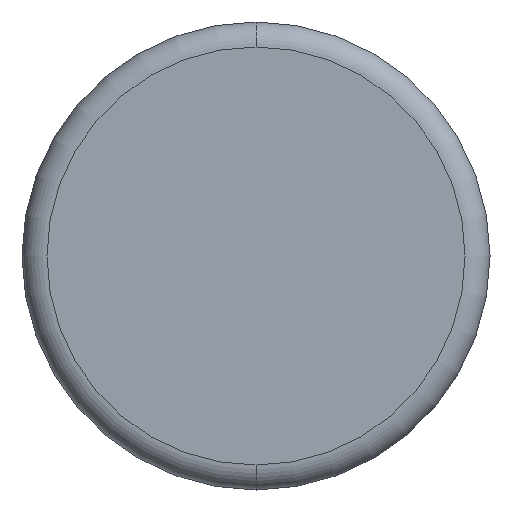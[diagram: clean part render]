
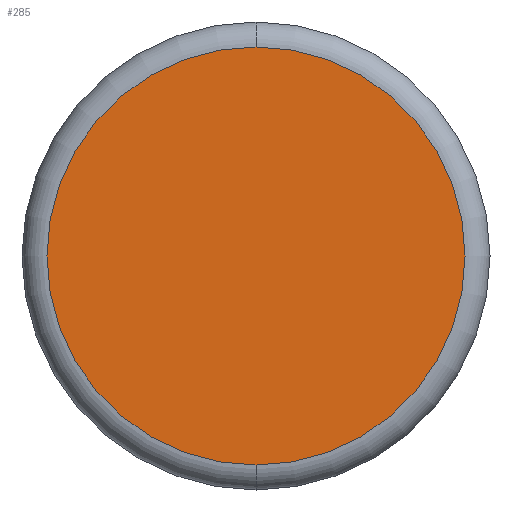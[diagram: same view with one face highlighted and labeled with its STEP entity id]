
A CAD part, front view. The second image highlights one B-rep face of the part: STEP entity #285.
In plain terms, the highlighted planar face has unit normal (0, -1, 0).
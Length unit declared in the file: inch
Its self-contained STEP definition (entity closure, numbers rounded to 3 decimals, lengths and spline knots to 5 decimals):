
#13 = CARTESIAN_POINT ( 'NONE',  ( 0., 0., 0. ) ) ;
#15 = CIRCLE ( 'NONE', #295, 0.1675 ) ;
#17 = AXIS2_PLACEMENT_3D ( 'NONE', #326, #129, #71 ) ;
#26 = ORIENTED_EDGE ( 'NONE', *, *, #184, .T. ) ;
#30 = EDGE_LOOP ( 'NONE', ( #392, #26 ) ) ;
#71 = DIRECTION ( 'NONE',  ( 0., 0., -1. ) ) ;
#73 = DIRECTION ( 'NONE',  ( 0., 0., -1. ) ) ;
#74 = VERTEX_POINT ( 'NONE', #335 ) ;
#111 = PLANE ( 'NONE',  #17 ) ;
#129 = DIRECTION ( 'NONE',  ( 0., -1., 0. ) ) ;
#147 = EDGE_CURVE ( 'NONE', #74, #166, #15, .T. ) ;
#166 = VERTEX_POINT ( 'NONE', #222 ) ;
#184 = EDGE_CURVE ( 'NONE', #166, #74, #381, .T. ) ;
#222 = CARTESIAN_POINT ( 'NONE',  ( 0., 0., 0.1675 ) ) ;
#232 = DIRECTION ( 'NONE',  ( 0., 0., -1. ) ) ;
#275 = CARTESIAN_POINT ( 'NONE',  ( 0., 0., 0. ) ) ;
#285 = ADVANCED_FACE ( 'NONE', ( #351 ), #111, .T. ) ;
#295 = AXIS2_PLACEMENT_3D ( 'NONE', #275, #312, #73 ) ;
#312 = DIRECTION ( 'NONE',  ( 0., -1., 0. ) ) ;
#326 = CARTESIAN_POINT ( 'NONE',  ( 0., 0., 0. ) ) ;
#335 = CARTESIAN_POINT ( 'NONE',  ( 0., 0., -0.1675 ) ) ;
#343 = AXIS2_PLACEMENT_3D ( 'NONE', #13, #379, #232 ) ;
#351 = FACE_OUTER_BOUND ( 'NONE', #30, .T. ) ;
#379 = DIRECTION ( 'NONE',  ( 0., -1., 0. ) ) ;
#381 = CIRCLE ( 'NONE', #343, 0.1675 ) ;
#392 = ORIENTED_EDGE ( 'NONE', *, *, #147, .T. ) ;
